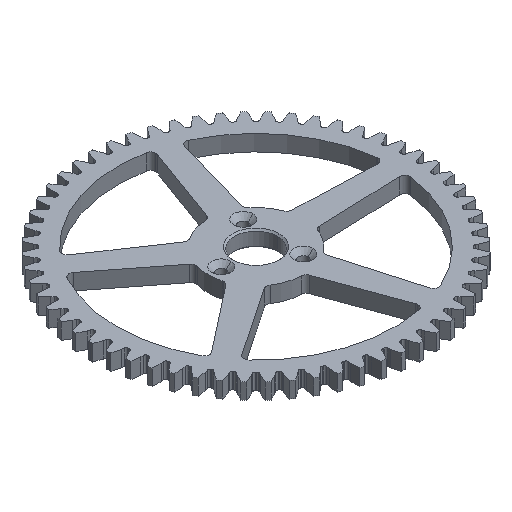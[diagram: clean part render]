
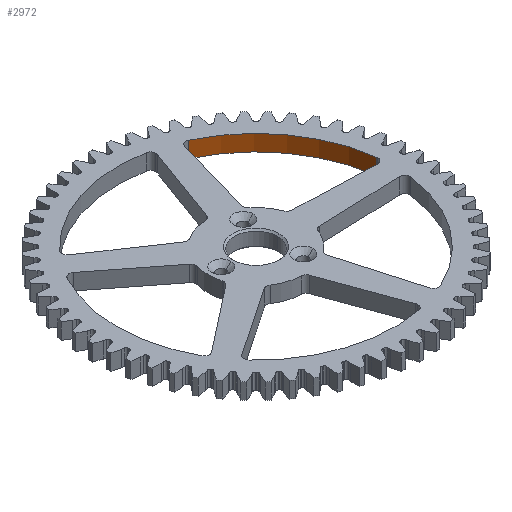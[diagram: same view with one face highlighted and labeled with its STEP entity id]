
A CAD part, isometric view. The second image highlights one B-rep face of the part: STEP entity #2972.
In plain terms, the highlighted cylindrical face has radius 26 mm (diameter 52 mm), a partial arc.
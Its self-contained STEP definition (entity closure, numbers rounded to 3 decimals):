
#542 = CARTESIAN_POINT ( 'NONE',  ( 10.981, 23.567, 3. ) ) ;
#916 = VERTEX_POINT ( 'NONE', #542 ) ;
#1126 = CARTESIAN_POINT ( 'NONE',  ( 0., 0., 0. ) ) ;
#1779 = AXIS2_PLACEMENT_3D ( 'NONE', #1995, #14081, #3750 ) ;
#1813 = AXIS2_PLACEMENT_3D ( 'NONE', #1126, #9724, #20069 ) ;
#1995 = CARTESIAN_POINT ( 'NONE',  ( 0., 0., 3. ) ) ;
#2235 = LINE ( 'NONE', #19267, #20087 ) ;
#2969 = CARTESIAN_POINT ( 'NONE',  ( 25.807, 3.161, 3. ) ) ;
#2972 = ADVANCED_FACE ( 'NONE', ( #8736 ), #12811, .F. ) ;
#3488 = CARTESIAN_POINT ( 'NONE',  ( 25.807, 3.161, 0. ) ) ;
#3750 = DIRECTION ( 'NONE',  ( 1., 0., 0. ) ) ;
#5108 = CARTESIAN_POINT ( 'NONE',  ( 0., 0., 0. ) ) ;
#5213 = DIRECTION ( 'NONE',  ( 0., 0., 1. ) ) ;
#5627 = CIRCLE ( 'NONE', #12174, 26. ) ;
#6813 = DIRECTION ( 'NONE',  ( 1., 0., 0. ) ) ;
#7142 = DIRECTION ( 'NONE',  ( 0., 0., -1. ) ) ;
#7900 = VECTOR ( 'NONE', #5213, 1000. ) ;
#8736 = FACE_OUTER_BOUND ( 'NONE', #20232, .T. ) ;
#9724 = DIRECTION ( 'NONE',  ( 0., 0., 1. ) ) ;
#9823 = EDGE_CURVE ( 'NONE', #12117, #12584, #12496, .T. ) ;
#9889 = EDGE_CURVE ( 'NONE', #916, #14545, #2235, .T. ) ;
#12117 = VERTEX_POINT ( 'NONE', #14630 ) ;
#12174 = AXIS2_PLACEMENT_3D ( 'NONE', #5108, #17167, #6813 ) ;
#12292 = CIRCLE ( 'NONE', #1779, 26. ) ;
#12496 = LINE ( 'NONE', #3488, #7900 ) ;
#12584 = VERTEX_POINT ( 'NONE', #2969 ) ;
#12811 = CYLINDRICAL_SURFACE ( 'NONE', #1813, 26. ) ;
#14027 = ORIENTED_EDGE ( 'NONE', *, *, #9889, .T. ) ;
#14081 = DIRECTION ( 'NONE',  ( 0., 0., -1. ) ) ;
#14545 = VERTEX_POINT ( 'NONE', #16016 ) ;
#14630 = CARTESIAN_POINT ( 'NONE',  ( 25.807, 3.161, 0. ) ) ;
#14834 = ORIENTED_EDGE ( 'NONE', *, *, #17977, .F. ) ;
#15401 = EDGE_CURVE ( 'NONE', #14545, #12117, #5627, .T. ) ;
#16016 = CARTESIAN_POINT ( 'NONE',  ( 10.981, 23.567, 0. ) ) ;
#17167 = DIRECTION ( 'NONE',  ( 0., 0., -1. ) ) ;
#17977 = EDGE_CURVE ( 'NONE', #916, #12584, #12292, .T. ) ;
#18801 = ORIENTED_EDGE ( 'NONE', *, *, #15401, .T. ) ;
#19267 = CARTESIAN_POINT ( 'NONE',  ( 10.981, 23.567, 0. ) ) ;
#20069 = DIRECTION ( 'NONE',  ( 1., 0., 0. ) ) ;
#20087 = VECTOR ( 'NONE', #7142, 1000. ) ;
#20232 = EDGE_LOOP ( 'NONE', ( #18801, #22101, #14834, #14027 ) ) ;
#22101 = ORIENTED_EDGE ( 'NONE', *, *, #9823, .T. ) ;
